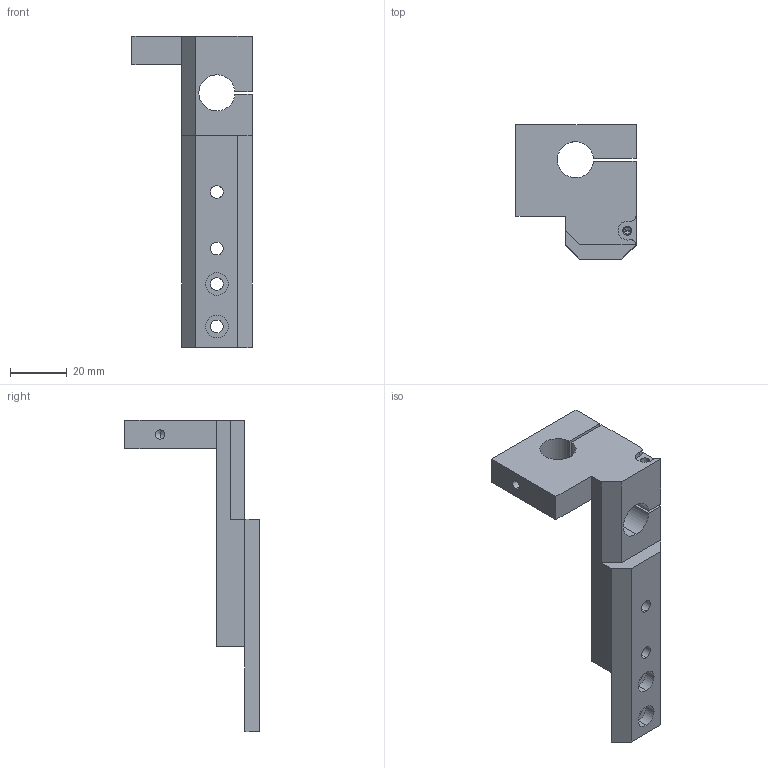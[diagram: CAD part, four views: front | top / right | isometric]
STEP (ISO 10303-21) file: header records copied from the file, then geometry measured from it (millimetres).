
FILE_DESCRIPTION (( 'STEP AP214' ), '1' );
FILE_NAME ('arm.STEP', '2022-06-21T08:36:17', ( '' ), ( '' ), 'SwSTEP 2.0', 'SolidWorks 2022', '' );
FILE_SCHEMA (( 'AUTOMOTIVE_DESIGN' ));
Length unit declared in the file: millimetre
Products named in the file (1): arm
Bounding box: 42.42 x 47.42 x 110 mm (x, y, z)
Volume: 36254.2 mm3; surface area: 13464.3 mm2
Topology: 1 solids, 1 shells, 71 faces, 181 edges, 114 vertices
Faces by surface type: cylinder 36, plane 29, cone 6
Entity records: 2241 total; most frequent: DIRECTION 391, CARTESIAN_POINT 361, ORIENTED_EDGE 350, EDGE_CURVE 175, AXIS2_PLACEMENT_3D 144, VERTEX_POINT 114, LINE 103, VECTOR 103
